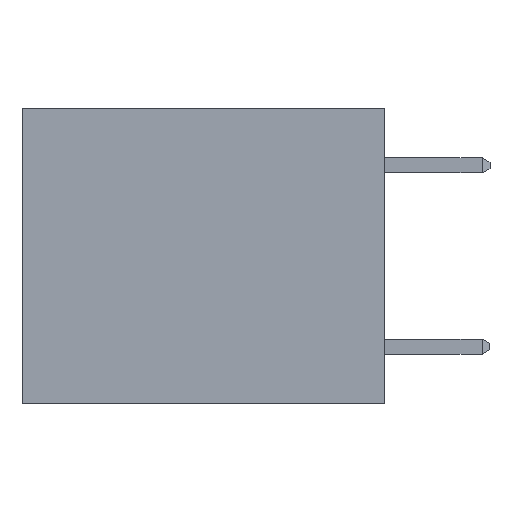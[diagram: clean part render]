
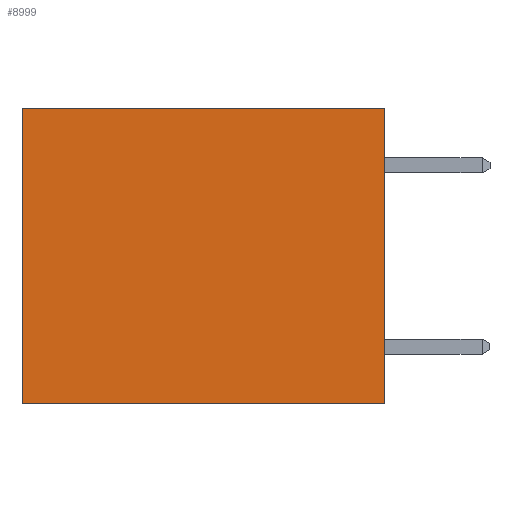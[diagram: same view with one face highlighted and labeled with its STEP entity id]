
A CAD part, left-side view. The second image highlights one B-rep face of the part: STEP entity #8999.
In plain terms, the highlighted planar face has unit normal (-1, 0, 0).
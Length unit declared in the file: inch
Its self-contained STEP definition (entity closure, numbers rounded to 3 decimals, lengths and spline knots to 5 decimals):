
#217 = EDGE_CURVE ( 'NONE', #3168, #2229, #8114, .T. ) ;
#428 = ORIENTED_EDGE ( 'NONE', *, *, #9150, .T. ) ;
#1363 = VERTEX_POINT ( 'NONE', #3463 ) ;
#1717 = VECTOR ( 'NONE', #9513, 39.37008 ) ;
#2229 = VERTEX_POINT ( 'NONE', #2830 ) ;
#2437 = PLANE ( 'NONE',  #2704 ) ;
#2442 = LINE ( 'NONE', #2984, #8450 ) ;
#2540 = CARTESIAN_POINT ( 'NONE',  ( 0.3165, 0., -0.49 ) ) ;
#2704 = AXIS2_PLACEMENT_3D ( 'NONE', #2540, #9168, #4693 ) ;
#2830 = CARTESIAN_POINT ( 'NONE',  ( 0.3165, 0., -0.49 ) ) ;
#2959 = ORIENTED_EDGE ( 'NONE', *, *, #3488, .F. ) ;
#2984 = CARTESIAN_POINT ( 'NONE',  ( 0.3165, 0., -0.49 ) ) ;
#3168 = VERTEX_POINT ( 'NONE', #8661 ) ;
#3251 = CARTESIAN_POINT ( 'NONE',  ( 0.3165, 0.6, -0.49 ) ) ;
#3457 = CARTESIAN_POINT ( 'NONE',  ( 0.3165, 0., 0. ) ) ;
#3463 = CARTESIAN_POINT ( 'NONE',  ( 0.3165, 0.6, 0. ) ) ;
#3469 = ORIENTED_EDGE ( 'NONE', *, *, #9609, .T. ) ;
#3488 = EDGE_CURVE ( 'NONE', #2229, #5454, #2442, .T. ) ;
#3571 = ORIENTED_EDGE ( 'NONE', *, *, #217, .F. ) ;
#4241 = CARTESIAN_POINT ( 'NONE',  ( 0.3165, 0.6, -0.49 ) ) ;
#4693 = DIRECTION ( 'NONE',  ( 0., 0., -1. ) ) ;
#5454 = VERTEX_POINT ( 'NONE', #4241 ) ;
#6184 = DIRECTION ( 'NONE',  ( 0., 1., 0. ) ) ;
#6444 = LINE ( 'NONE', #3251, #7147 ) ;
#7017 = DIRECTION ( 'NONE',  ( 0., 0., -1. ) ) ;
#7147 = VECTOR ( 'NONE', #7017, 39.37008 ) ;
#7395 = LINE ( 'NONE', #3457, #1717 ) ;
#7504 = CARTESIAN_POINT ( 'NONE',  ( 0.3165, 0., -0.49 ) ) ;
#8114 = LINE ( 'NONE', #7504, #8359 ) ;
#8146 = EDGE_LOOP ( 'NONE', ( #3469, #2959, #3571, #428 ) ) ;
#8219 = FACE_OUTER_BOUND ( 'NONE', #8146, .T. ) ;
#8359 = VECTOR ( 'NONE', #8996, 39.37008 ) ;
#8450 = VECTOR ( 'NONE', #6184, 39.37008 ) ;
#8661 = CARTESIAN_POINT ( 'NONE',  ( 0.3165, 0., 0. ) ) ;
#8996 = DIRECTION ( 'NONE',  ( 0., 0., -1. ) ) ;
#8999 = ADVANCED_FACE ( 'NONE', ( #8219 ), #2437, .F. ) ;
#9150 = EDGE_CURVE ( 'NONE', #3168, #1363, #7395, .T. ) ;
#9168 = DIRECTION ( 'NONE',  ( 1., 0., 0. ) ) ;
#9513 = DIRECTION ( 'NONE',  ( 0., 1., 0. ) ) ;
#9609 = EDGE_CURVE ( 'NONE', #1363, #5454, #6444, .T. ) ;
